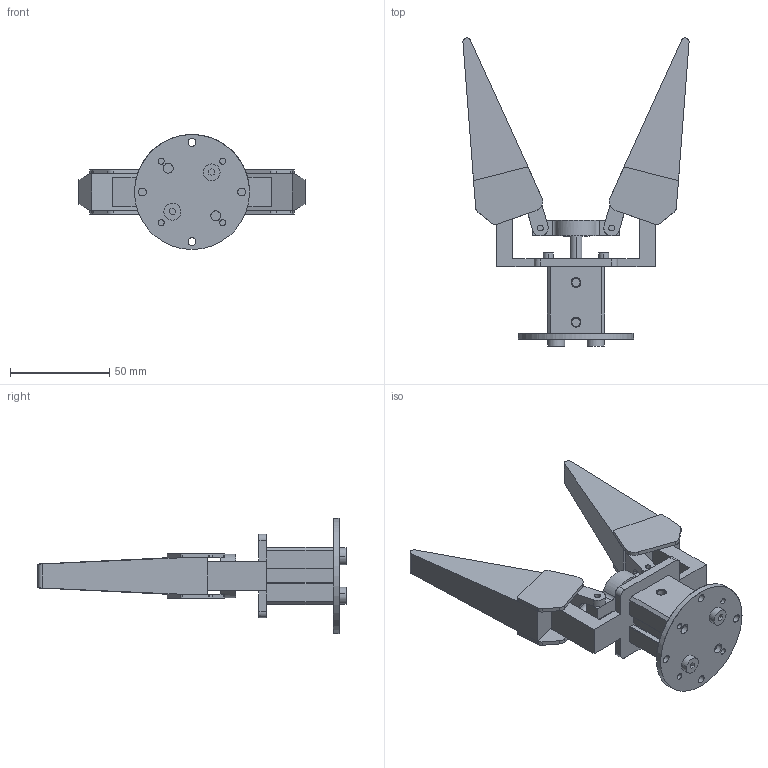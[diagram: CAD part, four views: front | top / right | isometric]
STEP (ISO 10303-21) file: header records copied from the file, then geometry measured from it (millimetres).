
FILE_DESCRIPTION( ('This file contains a STEP AP42 implementation' ,'as created by ZW3D STEP Interface translator.') ,'2;1' );
FILE_NAME( 'FAE2M86C-媼硌ァ雄.stp' ,'2112 9.143058', (''), ('ZWCAD Software Co.'), 'Version 1.0', 'ZW3D to STEP translator', '' );
FILE_SCHEMA(('AUTOMOTIVE_DESIGN { 1 0 10303 214 1 1 1 1 }'));
Length unit declared in the file: millimetre
Products named in the file (2): 0; FAE2M86C-媼硌ァ雄
Bounding box: 114 x 155.34 x 58 mm (x, y, z)
Volume: 110289.4 mm3; surface area: 50095.1 mm2
Topology: 15 solids, 17 shells, 338 faces, 848 edges, 557 vertices
Faces by surface type: plane 157, cylinder 153, cone 26, bspline 2
Full cylindrical faces by diameter (mm): 58 x1
Entity records: 12986 total; most frequent: CARTESIAN_POINT 4499, ORIENTED_EDGE 1686, DIRECTION 1584, EDGE_CURVE 846, VERTEX_POINT 557, AXIS2_PLACEMENT_3D 540, VECTOR 504, LINE 504
